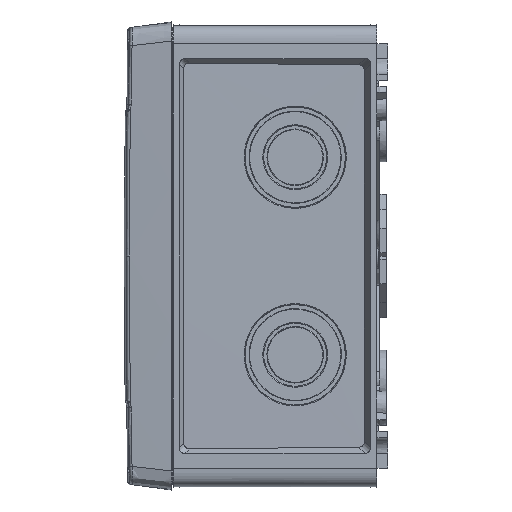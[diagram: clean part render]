
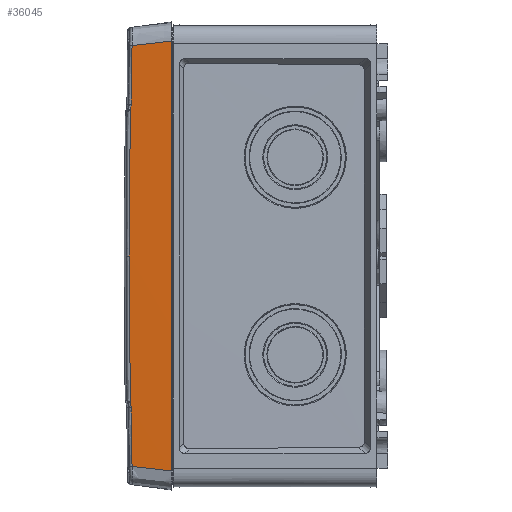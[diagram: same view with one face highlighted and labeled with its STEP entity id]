
A CAD part, left-side view. The second image highlights one B-rep face of the part: STEP entity #36045.
In plain terms, the highlighted conical face has half-angle 6.4 degrees and reference radius 7880.37 mm.
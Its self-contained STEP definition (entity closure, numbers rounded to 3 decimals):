
#7178=CIRCLE('',#38302,7881.138);
#10015=ORIENTED_EDGE('',*,*,#20749,.T.);
#10016=ORIENTED_EDGE('',*,*,#20750,.F.);
#10017=ORIENTED_EDGE('',*,*,#20751,.F.);
#10018=ORIENTED_EDGE('',*,*,#20752,.T.);
#10019=ORIENTED_EDGE('',*,*,#20753,.F.);
#10020=ORIENTED_EDGE('',*,*,#20348,.T.);
#10021=ORIENTED_EDGE('',*,*,#20754,.F.);
#10022=ORIENTED_EDGE('',*,*,#20748,.T.);
#10023=ORIENTED_EDGE('',*,*,#20755,.F.);
#20348=EDGE_CURVE('',#25824,#25823,#7178,.T.);
#20748=EDGE_CURVE('',#26188,#26189,#29393,.T.);
#20749=EDGE_CURVE('',#26190,#26191,#29394,.T.);
#20750=EDGE_CURVE('',#26192,#26191,#29395,.T.);
#20751=EDGE_CURVE('',#26193,#26192,#29396,.T.);
#20752=EDGE_CURVE('',#26193,#26194,#29397,.T.);
#20753=EDGE_CURVE('',#25824,#26194,#29398,.T.);
#20754=EDGE_CURVE('',#26188,#25823,#29399,.T.);
#20755=EDGE_CURVE('',#26190,#26189,#29400,.T.);
#25823=VERTEX_POINT('',#55592);
#25824=VERTEX_POINT('',#55594);
#26188=VERTEX_POINT('',#57013);
#26189=VERTEX_POINT('',#57023);
#26190=VERTEX_POINT('',#57039);
#26191=VERTEX_POINT('',#57040);
#26192=VERTEX_POINT('',#57047);
#26193=VERTEX_POINT('',#57067);
#26194=VERTEX_POINT('',#57075);
#29393=B_SPLINE_CURVE_WITH_KNOTS('',3,(#57024,#57025,#57026,#57027,#57028,
#57029,#57030,#57031),.UNSPECIFIED.,.F.,.F.,(4,1,1,1,1,4),(0.,0.2,0.4,0.6,
0.8,1.),.UNSPECIFIED.);
#29394=B_SPLINE_CURVE_WITH_KNOTS('',3,(#57033,#57034,#57035,#57036,#57037,
#57038),.UNSPECIFIED.,.F.,.F.,(4,1,1,4),(0.,0.333,0.667,
1.),.UNSPECIFIED.);
#29395=B_SPLINE_CURVE_WITH_KNOTS('',3,(#57041,#57042,#57043,#57044,#57045,
#57046),.UNSPECIFIED.,.F.,.F.,(4,1,1,4),(0.,0.333,0.667,
1.),.UNSPECIFIED.);
#29396=B_SPLINE_CURVE_WITH_KNOTS('',3,(#57048,#57049,#57050,#57051,#57052,
#57053,#57054,#57055,#57056,#57057,#57058,#57059,#57060,#57061,#57062,#57063,
#57064,#57065,#57066),.UNSPECIFIED.,.F.,.F.,(4,1,1,1,1,1,1,1,1,1,1,1,1,
1,1,1,4),(0.,0.063,0.125,0.188,0.25,0.313,0.375,0.438,0.5,0.563,0.625,
0.688,0.75,0.813,0.875,0.938,1.),.UNSPECIFIED.);
#29397=B_SPLINE_CURVE_WITH_KNOTS('',3,(#57068,#57069,#57070,#57071,#57072,
#57073,#57074),.UNSPECIFIED.,.F.,.F.,(4,1,1,1,4),(0.,0.25,0.5,0.75,1.),
 .UNSPECIFIED.);
#29398=B_SPLINE_CURVE_WITH_KNOTS('',3,(#57076,#57077,#57078,#57079),
 .UNSPECIFIED.,.F.,.F.,(4,4),(0.,1.),.UNSPECIFIED.);
#29399=B_SPLINE_CURVE_WITH_KNOTS('',3,(#57080,#57081,#57082,#57083),
 .UNSPECIFIED.,.F.,.F.,(4,4),(0.,1.),.UNSPECIFIED.);
#29400=B_SPLINE_CURVE_WITH_KNOTS('',3,(#57084,#57085,#57086,#57087,#57088,
#57089,#57090,#57091,#57092,#57093,#57094,#57095,#57096,#57097,#57098,#57099,
#57100,#57101,#57102,#57103),.UNSPECIFIED.,.F.,.F.,(4,1,1,1,1,1,1,1,1,1,
1,1,1,1,1,1,1,4),(0.,0.059,0.118,0.176,0.235,
0.294,0.353,0.412,0.471,0.529,
0.588,0.647,0.706,0.765,0.824,
0.882,0.941,1.),.UNSPECIFIED.);
#30680=EDGE_LOOP('',(#10015,#10016,#10017,#10018,#10019,#10020,#10021,#10022,
#10023));
#33172=FACE_BOUND('',#30680,.T.);
#35403=CONICAL_SURFACE('',#38504,7880.373,0.112);
#36045=ADVANCED_FACE('',(#33172),#35403,.T.);
#38302=AXIS2_PLACEMENT_3D('',#55593,#42535,#42536);
#38504=AXIS2_PLACEMENT_3D('',#57032,#43131,#43132);
#42535=DIRECTION('',(0.,1.,0.));
#42536=DIRECTION('',(-1.,0.,-0.009));
#43131=DIRECTION('',(0.,-1.,0.));
#43132=DIRECTION('',(-1.,0.,0.));
#55592=CARTESIAN_POINT('',(-75.526,-0.3,69.616));
#55593=CARTESIAN_POINT('',(7805.305,-0.3,0.));
#55594=CARTESIAN_POINT('',(-75.526,-0.3,-69.616));
#57013=CARTESIAN_POINT('',(-74.102,12.509,68.191));
#57023=CARTESIAN_POINT('',(-74.216,12.753,49.224));
#57024=CARTESIAN_POINT('',(-74.102,12.509,68.191));
#57025=CARTESIAN_POINT('',(-74.111,12.529,66.845));
#57026=CARTESIAN_POINT('',(-74.129,12.567,64.211));
#57027=CARTESIAN_POINT('',(-74.153,12.618,60.497));
#57028=CARTESIAN_POINT('',(-74.175,12.665,56.844));
#57029=CARTESIAN_POINT('',(-74.196,12.709,53.133));
#57030=CARTESIAN_POINT('',(-74.209,12.738,50.542));
#57031=CARTESIAN_POINT('',(-74.216,12.753,49.224));
#57032=CARTESIAN_POINT('',(7805.305,6.522,0.));
#57033=CARTESIAN_POINT('',(-74.188,13.098,47.441));
#57034=CARTESIAN_POINT('',(-74.214,13.152,42.17));
#57035=CARTESIAN_POINT('',(-74.256,13.244,31.628));
#57036=CARTESIAN_POINT('',(-74.295,13.326,15.814));
#57037=CARTESIAN_POINT('',(-74.303,13.344,5.271));
#57038=CARTESIAN_POINT('',(-74.303,13.344,0.));
#57039=CARTESIAN_POINT('',(-74.188,13.098,47.441));
#57040=CARTESIAN_POINT('',(-74.303,13.344,0.));
#57041=CARTESIAN_POINT('',(-74.188,13.098,-47.441));
#57042=CARTESIAN_POINT('',(-74.214,13.152,-42.17));
#57043=CARTESIAN_POINT('',(-74.256,13.244,-31.628));
#57044=CARTESIAN_POINT('',(-74.295,13.326,-15.814));
#57045=CARTESIAN_POINT('',(-74.303,13.344,-5.271));
#57046=CARTESIAN_POINT('',(-74.303,13.344,0.));
#57047=CARTESIAN_POINT('',(-74.188,13.098,-47.441));
#57048=CARTESIAN_POINT('',(-74.216,12.753,-49.224));
#57049=CARTESIAN_POINT('',(-74.216,12.753,-49.206));
#57050=CARTESIAN_POINT('',(-74.216,12.756,-49.17));
#57051=CARTESIAN_POINT('',(-74.215,12.762,-49.117));
#57052=CARTESIAN_POINT('',(-74.215,12.769,-49.059));
#57053=CARTESIAN_POINT('',(-74.214,12.778,-48.998));
#57054=CARTESIAN_POINT('',(-74.214,12.787,-48.93));
#57055=CARTESIAN_POINT('',(-74.213,12.798,-48.856));
#57056=CARTESIAN_POINT('',(-74.212,12.811,-48.773));
#57057=CARTESIAN_POINT('',(-74.211,12.826,-48.68));
#57058=CARTESIAN_POINT('',(-74.21,12.843,-48.574));
#57059=CARTESIAN_POINT('',(-74.208,12.865,-48.452));
#57060=CARTESIAN_POINT('',(-74.206,12.89,-48.315));
#57061=CARTESIAN_POINT('',(-74.203,12.922,-48.158));
#57062=CARTESIAN_POINT('',(-74.2,12.959,-47.985));
#57063=CARTESIAN_POINT('',(-74.197,12.998,-47.816));
#57064=CARTESIAN_POINT('',(-74.193,13.042,-47.643));
#57065=CARTESIAN_POINT('',(-74.19,13.078,-47.51));
#57066=CARTESIAN_POINT('',(-74.188,13.098,-47.441));
#57067=CARTESIAN_POINT('',(-74.216,12.753,-49.224));
#57068=CARTESIAN_POINT('',(-74.216,12.753,-49.224));
#57069=CARTESIAN_POINT('',(-74.208,12.735,-50.853));
#57070=CARTESIAN_POINT('',(-74.19,12.698,-54.138));
#57071=CARTESIAN_POINT('',(-74.16,12.634,-59.311));
#57072=CARTESIAN_POINT('',(-74.129,12.567,-64.212));
#57073=CARTESIAN_POINT('',(-74.111,12.528,-66.935));
#57074=CARTESIAN_POINT('',(-74.102,12.509,-68.191));
#57075=CARTESIAN_POINT('',(-74.102,12.509,-68.191));
#57076=CARTESIAN_POINT('',(-75.526,-0.3,-69.616));
#57077=CARTESIAN_POINT('',(-75.051,3.97,-69.141));
#57078=CARTESIAN_POINT('',(-74.577,8.239,-68.666));
#57079=CARTESIAN_POINT('',(-74.102,12.509,-68.191));
#57080=CARTESIAN_POINT('',(-74.102,12.509,68.191));
#57081=CARTESIAN_POINT('',(-74.577,8.239,68.666));
#57082=CARTESIAN_POINT('',(-75.051,3.97,69.141));
#57083=CARTESIAN_POINT('',(-75.526,-0.3,69.616));
#57084=CARTESIAN_POINT('',(-74.188,13.098,47.441));
#57085=CARTESIAN_POINT('',(-74.189,13.084,47.487));
#57086=CARTESIAN_POINT('',(-74.192,13.057,47.583));
#57087=CARTESIAN_POINT('',(-74.195,13.018,47.737));
#57088=CARTESIAN_POINT('',(-74.199,12.976,47.912));
#57089=CARTESIAN_POINT('',(-74.202,12.937,48.086));
#57090=CARTESIAN_POINT('',(-74.205,12.904,48.246));
#57091=CARTESIAN_POINT('',(-74.207,12.877,48.386));
#57092=CARTESIAN_POINT('',(-74.209,12.855,48.509));
#57093=CARTESIAN_POINT('',(-74.21,12.836,48.616));
#57094=CARTESIAN_POINT('',(-74.211,12.821,48.71));
#57095=CARTESIAN_POINT('',(-74.212,12.807,48.795));
#57096=CARTESIAN_POINT('',(-74.213,12.796,48.871));
#57097=CARTESIAN_POINT('',(-74.214,12.786,48.94));
#57098=CARTESIAN_POINT('',(-74.214,12.777,49.003));
#57099=CARTESIAN_POINT('',(-74.215,12.769,49.061));
#57100=CARTESIAN_POINT('',(-74.215,12.763,49.113));
#57101=CARTESIAN_POINT('',(-74.216,12.756,49.167));
#57102=CARTESIAN_POINT('',(-74.216,12.753,49.205));
#57103=CARTESIAN_POINT('',(-74.216,12.753,49.224));
